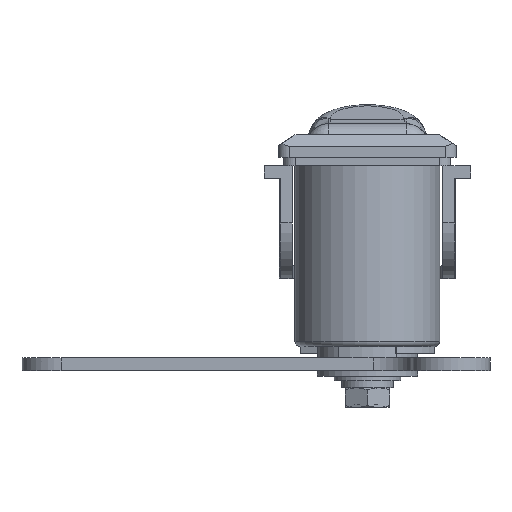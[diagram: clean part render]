
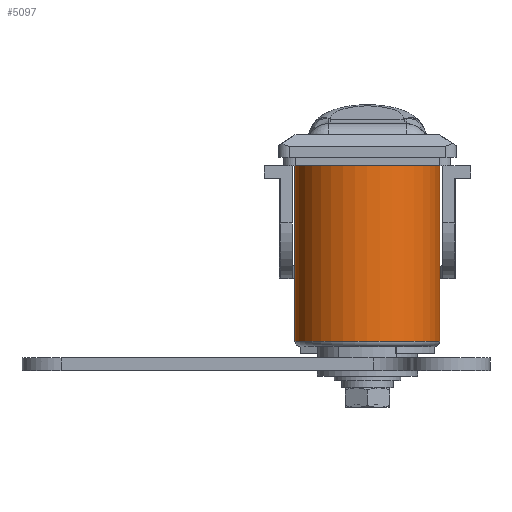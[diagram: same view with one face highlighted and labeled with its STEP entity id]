
A CAD part, front view. The second image highlights one B-rep face of the part: STEP entity #5097.
In plain terms, the highlighted cylindrical face has radius 13 mm (diameter 26 mm), a partial arc.
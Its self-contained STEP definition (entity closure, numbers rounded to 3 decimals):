
#126 = ORIENTED_EDGE ( 'NONE', *, *, #17279, .T. ) ;
#180 = CIRCLE ( 'NONE', #9149, 13. ) ;
#530 = VERTEX_POINT ( 'NONE', #8528 ) ;
#994 = EDGE_CURVE ( 'NONE', #2789, #16697, #5113, .T. ) ;
#2789 = VERTEX_POINT ( 'NONE', #7207 ) ;
#3187 = DIRECTION ( 'NONE',  ( 0., 0., 1. ) ) ;
#3817 = LINE ( 'NONE', #7885, #10631 ) ;
#4252 = VECTOR ( 'NONE', #16628, 1000. ) ;
#4933 = CARTESIAN_POINT ( 'NONE',  ( 13., -108., 0. ) ) ;
#5097 = ADVANCED_FACE ( 'NONE', ( #12514 ), #9290, .T. ) ;
#5113 = LINE ( 'NONE', #5640, #4252 ) ;
#5640 = CARTESIAN_POINT ( 'NONE',  ( -13., -108., -34. ) ) ;
#5788 = CARTESIAN_POINT ( 'NONE',  ( -13., -108., 0. ) ) ;
#5986 = ORIENTED_EDGE ( 'NONE', *, *, #14035, .T. ) ;
#7207 = CARTESIAN_POINT ( 'NONE',  ( -13., -108., -33. ) ) ;
#7331 = CARTESIAN_POINT ( 'NONE',  ( 0., -108., -33. ) ) ;
#7885 = CARTESIAN_POINT ( 'NONE',  ( 13., -108., -34. ) ) ;
#7957 = CIRCLE ( 'NONE', #11118, 13. ) ;
#8528 = CARTESIAN_POINT ( 'NONE',  ( 13., -108., -33. ) ) ;
#9149 = AXIS2_PLACEMENT_3D ( 'NONE', #9200, #13199, #12065 ) ;
#9200 = CARTESIAN_POINT ( 'NONE',  ( 0., -108., 0. ) ) ;
#9290 = CYLINDRICAL_SURFACE ( 'NONE', #16885, 13. ) ;
#9917 = DIRECTION ( 'NONE',  ( 1., 0., 0. ) ) ;
#9919 = DIRECTION ( 'NONE',  ( 1., 0., 0. ) ) ;
#10286 = ORIENTED_EDGE ( 'NONE', *, *, #13044, .T. ) ;
#10631 = VECTOR ( 'NONE', #14799, 1000. ) ;
#11118 = AXIS2_PLACEMENT_3D ( 'NONE', #7331, #12740, #9919 ) ;
#11956 = VERTEX_POINT ( 'NONE', #4933 ) ;
#12065 = DIRECTION ( 'NONE',  ( -1., 0., 0. ) ) ;
#12514 = FACE_OUTER_BOUND ( 'NONE', #13093, .T. ) ;
#12740 = DIRECTION ( 'NONE',  ( 0., 0., 1. ) ) ;
#13044 = EDGE_CURVE ( 'NONE', #530, #11956, #3817, .T. ) ;
#13093 = EDGE_LOOP ( 'NONE', ( #16359, #126, #10286, #5986 ) ) ;
#13199 = DIRECTION ( 'NONE',  ( 0., 0., -1. ) ) ;
#14035 = EDGE_CURVE ( 'NONE', #11956, #16697, #180, .T. ) ;
#14799 = DIRECTION ( 'NONE',  ( 0., 0., 1. ) ) ;
#15430 = CARTESIAN_POINT ( 'NONE',  ( 0., -108., -34. ) ) ;
#16359 = ORIENTED_EDGE ( 'NONE', *, *, #994, .F. ) ;
#16628 = DIRECTION ( 'NONE',  ( 0., 0., 1. ) ) ;
#16697 = VERTEX_POINT ( 'NONE', #5788 ) ;
#16885 = AXIS2_PLACEMENT_3D ( 'NONE', #15430, #3187, #9917 ) ;
#17279 = EDGE_CURVE ( 'NONE', #2789, #530, #7957, .T. ) ;
